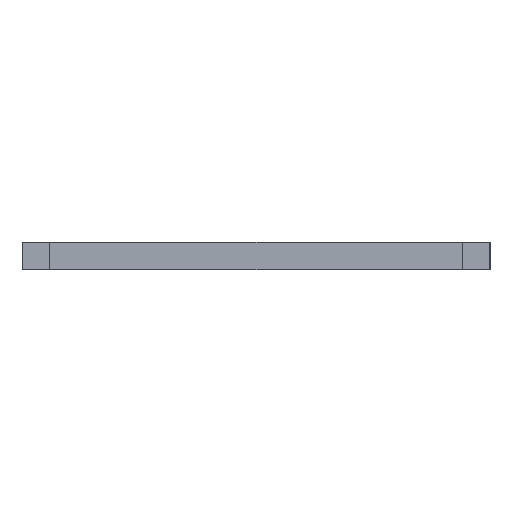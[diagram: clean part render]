
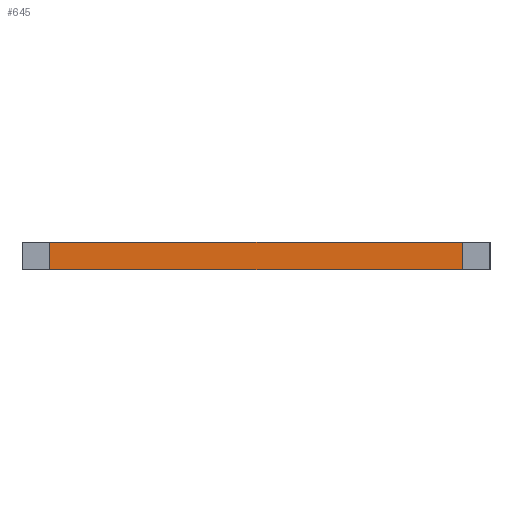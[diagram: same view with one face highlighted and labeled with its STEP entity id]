
A CAD part, left-side view. The second image highlights one B-rep face of the part: STEP entity #645.
In plain terms, the highlighted planar face has unit normal (-1, 0, 0).
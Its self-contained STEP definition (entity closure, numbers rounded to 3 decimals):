
#33=PLANE('',#694);
#57=FACE_OUTER_BOUND('',#88,.T.);
#88=EDGE_LOOP('',(#460,#461,#462,#463));
#137=LINE('',#926,#210);
#138=LINE('',#928,#211);
#139=LINE('',#930,#212);
#140=LINE('',#931,#213);
#210=VECTOR('',#755,10.);
#211=VECTOR('',#756,10.);
#212=VECTOR('',#757,10.);
#213=VECTOR('',#758,10.);
#303=VERTEX_POINT('',#924);
#304=VERTEX_POINT('',#925);
#305=VERTEX_POINT('',#927);
#306=VERTEX_POINT('',#929);
#367=EDGE_CURVE('',#303,#304,#137,.T.);
#368=EDGE_CURVE('',#304,#305,#138,.T.);
#369=EDGE_CURVE('',#305,#306,#139,.T.);
#370=EDGE_CURVE('',#306,#303,#140,.T.);
#460=ORIENTED_EDGE('',*,*,#367,.T.);
#461=ORIENTED_EDGE('',*,*,#368,.T.);
#462=ORIENTED_EDGE('',*,*,#369,.T.);
#463=ORIENTED_EDGE('',*,*,#370,.T.);
#645=ADVANCED_FACE('',(#57),#33,.T.);
#694=AXIS2_PLACEMENT_3D('',#923,#753,#754);
#753=DIRECTION('center_axis',(-1.,0.,0.));
#754=DIRECTION('ref_axis',(0.,1.,0.));
#755=DIRECTION('',(0.,1.,0.));
#756=DIRECTION('',(0.,0.,-1.));
#757=DIRECTION('',(0.,-1.,0.));
#758=DIRECTION('',(0.,0.,1.));
#923=CARTESIAN_POINT('Origin',(-3086.715,2870.998,-74.1));
#924=CARTESIAN_POINT('',(-3086.715,2870.998,-74.1));
#925=CARTESIAN_POINT('',(-3086.715,2915.998,-74.1));
#926=CARTESIAN_POINT('',(-3086.715,2915.998,-74.1));
#927=CARTESIAN_POINT('',(-3086.715,2915.998,-77.1));
#928=CARTESIAN_POINT('',(-3086.715,2915.998,-74.1));
#929=CARTESIAN_POINT('',(-3086.715,2870.998,-77.1));
#930=CARTESIAN_POINT('',(-3086.715,2915.998,-77.1));
#931=CARTESIAN_POINT('',(-3086.715,2870.998,-74.1));
